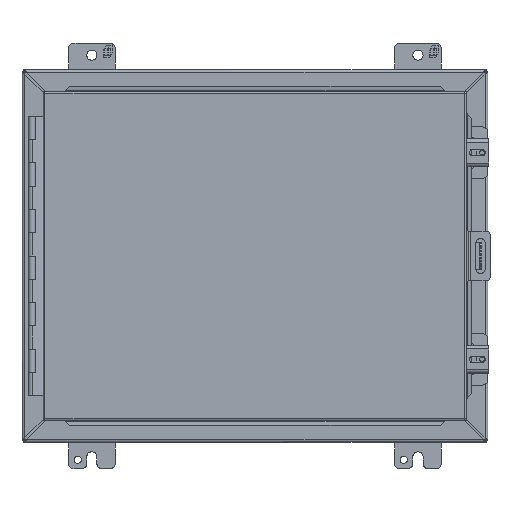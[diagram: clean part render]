
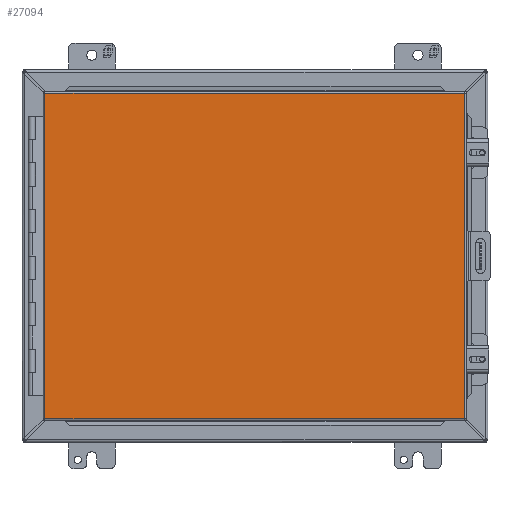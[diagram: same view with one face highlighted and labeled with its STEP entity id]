
A CAD part, front view. The second image highlights one B-rep face of the part: STEP entity #27094.
In plain terms, the highlighted planar face has unit normal (0, -1, 0).
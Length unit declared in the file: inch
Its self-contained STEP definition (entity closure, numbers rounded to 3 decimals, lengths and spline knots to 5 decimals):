
#2936 = LINE ( 'NONE', #36078, #16113 ) ;
#4866 = ORIENTED_EDGE ( 'NONE', *, *, #9962, .T. ) ;
#6303 = CARTESIAN_POINT ( 'NONE',  ( 9.01526, -9.18504, 6.98376 ) ) ;
#8084 = DIRECTION ( 'NONE',  ( 0., 0., 1. ) ) ;
#9962 = EDGE_CURVE ( 'NONE', #28559, #36626, #23089, .T. ) ;
#10074 = LINE ( 'NONE', #29286, #14087 ) ;
#10234 = CARTESIAN_POINT ( 'NONE',  ( -9.01526, -9.18504, -6.98376 ) ) ;
#11138 = FACE_OUTER_BOUND ( 'NONE', #27745, .T. ) ;
#14087 = VECTOR ( 'NONE', #32697, 39.37008 ) ;
#14336 = PLANE ( 'NONE',  #16101 ) ;
#14446 = LINE ( 'NONE', #17431, #27747 ) ;
#14702 = ORIENTED_EDGE ( 'NONE', *, *, #22471, .T. ) ;
#16101 = AXIS2_PLACEMENT_3D ( 'NONE', #27332, #20295, #40384 ) ;
#16113 = VECTOR ( 'NONE', #20062, 39.37008 ) ;
#17431 = CARTESIAN_POINT ( 'NONE',  ( -9.01526, -9.18504, 6.98376 ) ) ;
#18403 = VERTEX_POINT ( 'NONE', #10234 ) ;
#20062 = DIRECTION ( 'NONE',  ( 1., 0., 0. ) ) ;
#20295 = DIRECTION ( 'NONE',  ( 0., -1., 0. ) ) ;
#21461 = CARTESIAN_POINT ( 'NONE',  ( -9.01526, -9.18504, 6.98376 ) ) ;
#21468 = CARTESIAN_POINT ( 'NONE',  ( 9.01526, -9.18504, -6.98376 ) ) ;
#22471 = EDGE_CURVE ( 'NONE', #18403, #28559, #2936, .T. ) ;
#23089 = LINE ( 'NONE', #32716, #31043 ) ;
#24229 = ORIENTED_EDGE ( 'NONE', *, *, #27590, .T. ) ;
#27094 = ADVANCED_FACE ( 'NONE', ( #11138 ), #14336, .T. ) ;
#27332 = CARTESIAN_POINT ( 'NONE',  ( -9.01526, -9.18504, -6.98376 ) ) ;
#27436 = DIRECTION ( 'NONE',  ( -1., 0., 0. ) ) ;
#27590 = EDGE_CURVE ( 'NONE', #36626, #37539, #14446, .T. ) ;
#27745 = EDGE_LOOP ( 'NONE', ( #24229, #38805, #14702, #4866 ) ) ;
#27747 = VECTOR ( 'NONE', #27436, 39.37008 ) ;
#28559 = VERTEX_POINT ( 'NONE', #21468 ) ;
#29286 = CARTESIAN_POINT ( 'NONE',  ( -9.01526, -9.18504, -6.98376 ) ) ;
#31043 = VECTOR ( 'NONE', #8084, 39.37008 ) ;
#32697 = DIRECTION ( 'NONE',  ( 0., 0., -1. ) ) ;
#32716 = CARTESIAN_POINT ( 'NONE',  ( 9.01526, -9.18504, 6.98376 ) ) ;
#36078 = CARTESIAN_POINT ( 'NONE',  ( 9.01526, -9.18504, -6.98376 ) ) ;
#36626 = VERTEX_POINT ( 'NONE', #6303 ) ;
#36869 = EDGE_CURVE ( 'NONE', #37539, #18403, #10074, .T. ) ;
#37539 = VERTEX_POINT ( 'NONE', #21461 ) ;
#38805 = ORIENTED_EDGE ( 'NONE', *, *, #36869, .T. ) ;
#40384 = DIRECTION ( 'NONE',  ( 0., 0., -1. ) ) ;
